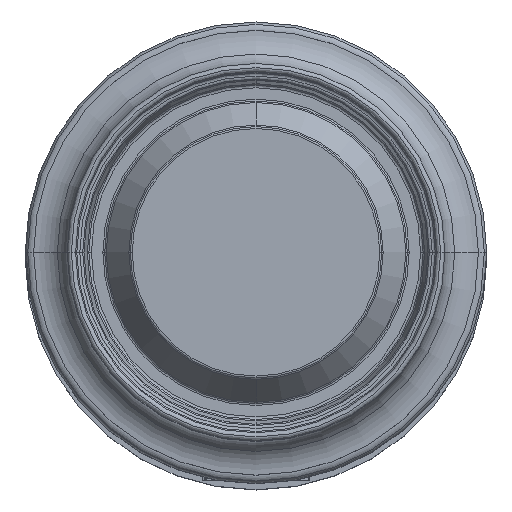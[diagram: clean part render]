
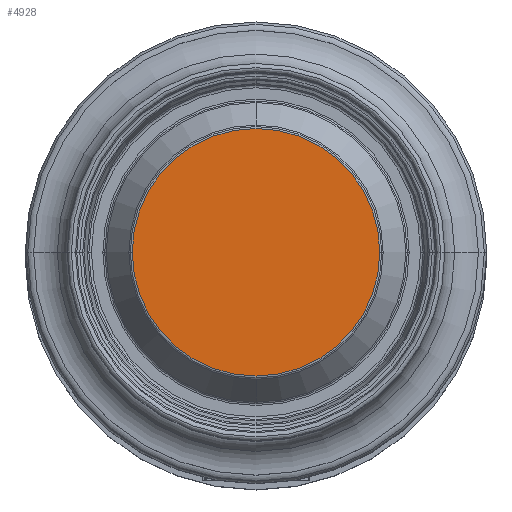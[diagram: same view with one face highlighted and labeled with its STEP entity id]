
A CAD part, top view. The second image highlights one B-rep face of the part: STEP entity #4928.
In plain terms, the highlighted planar face has unit normal (0, 0, 1).
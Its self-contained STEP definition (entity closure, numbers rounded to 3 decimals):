
#1107=CARTESIAN_POINT('',(0.,0.,475.));
#1108=DIRECTION('',(0.,0.,1.));
#1109=DIRECTION('',(-1.,0.,0.));
#1110=AXIS2_PLACEMENT_3D('',#1107,#1108,#1109);
#1115=CARTESIAN_POINT('',(0.,0.,475.));
#1116=DIRECTION('',(0.,0.,1.));
#1117=DIRECTION('',(0.,1.,0.));
#1118=AXIS2_PLACEMENT_3D('',#1115,#1116,#1117);
#1123=CARTESIAN_POINT('',(0.,0.,475.));
#1124=DIRECTION('',(0.,0.,1.));
#1125=DIRECTION('',(1.,0.,0.));
#1126=AXIS2_PLACEMENT_3D('',#1123,#1124,#1125);
#1131=CARTESIAN_POINT('',(0.,0.,475.));
#1132=DIRECTION('',(0.,0.,1.));
#1133=DIRECTION('',(0.,-1.,0.));
#1134=AXIS2_PLACEMENT_3D('',#1131,#1132,#1133);
#3781=CARTESIAN_POINT('',(-14.75,0.,475.));
#3782=VERTEX_POINT('',#3781);
#3783=CARTESIAN_POINT('',(14.75,0.,475.));
#3784=VERTEX_POINT('',#3783);
#3785=CARTESIAN_POINT('',(0.,14.75,475.));
#3786=VERTEX_POINT('',#3785);
#3787=CARTESIAN_POINT('',(0.,-14.75,475.));
#3788=VERTEX_POINT('',#3787);
#4915=CARTESIAN_POINT('',(0.,0.,475.));
#4916=DIRECTION('',(0.,0.,1.));
#4917=DIRECTION('',(0.,1.,0.));
#4918=AXIS2_PLACEMENT_3D('',#4915,#4916,#4917);
#4919=PLANE('',#4918);
#4921=ORIENTED_EDGE('',*,*,#4920,.F.);
#4922=ORIENTED_EDGE('',*,*,#4905,.F.);
#4923=ORIENTED_EDGE('',*,*,#4903,.F.);
#4925=ORIENTED_EDGE('',*,*,#4924,.F.);
#4926=EDGE_LOOP('',(#4921,#4922,#4923,#4925));
#4927=FACE_OUTER_BOUND('',#4926,.F.);
#1111=CIRCLE('',#1110,14.75);
#1119=CIRCLE('',#1118,14.75);
#1127=CIRCLE('',#1126,14.75);
#1135=CIRCLE('',#1134,14.75);
#4903=EDGE_CURVE('',#3784,#3786,#1127,.T.);
#4905=EDGE_CURVE('',#3786,#3782,#1119,.T.);
#4920=EDGE_CURVE('',#3782,#3788,#1111,.T.);
#4924=EDGE_CURVE('',#3788,#3784,#1135,.T.);
#4928=ADVANCED_FACE('',(#4927),#4919,.T.);
